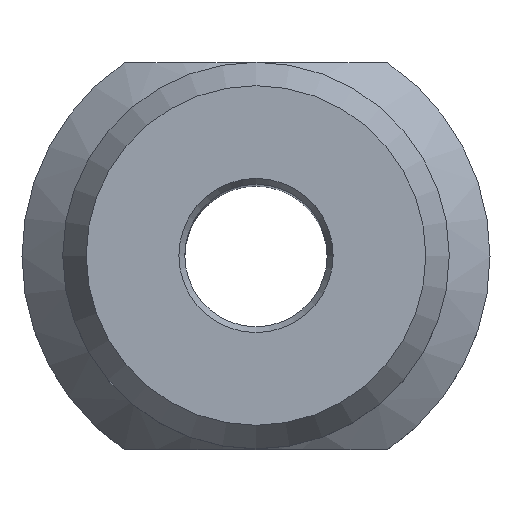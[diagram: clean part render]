
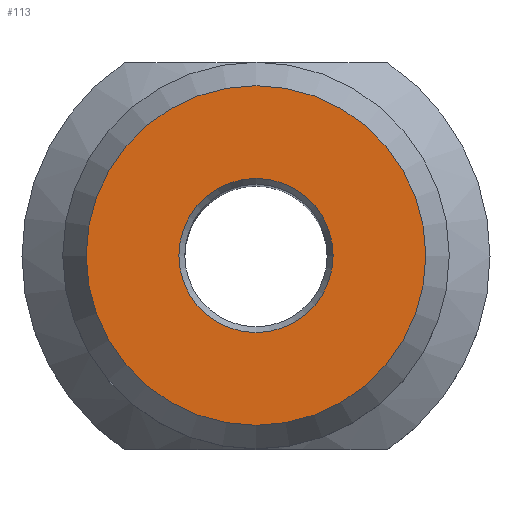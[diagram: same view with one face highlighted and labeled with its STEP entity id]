
A CAD part, top view. The second image highlights one B-rep face of the part: STEP entity #113.
In plain terms, the highlighted planar face has unit normal (0, 0, 1).
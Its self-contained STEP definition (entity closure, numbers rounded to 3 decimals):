
#67=FACE_BOUND('',#160,.T.);
#68=FACE_BOUND('',#161,.T.);
#113=ADVANCED_FACE('',(#67,#68),#139,.F.);
#139=PLANE('',#461);
#160=EDGE_LOOP('',(#259));
#161=EDGE_LOOP('',(#260));
#214=CIRCLE('',#459,8.345);
#215=CIRCLE('',#460,3.789);
#259=ORIENTED_EDGE('',*,*,#382,.F.);
#260=ORIENTED_EDGE('',*,*,#383,.T.);
#341=VERTEX_POINT('',#703);
#342=VERTEX_POINT('',#705);
#382=EDGE_CURVE('',#341,#341,#214,.T.);
#383=EDGE_CURVE('',#342,#342,#215,.T.);
#459=AXIS2_PLACEMENT_3D('',#702,#550,#551);
#460=AXIS2_PLACEMENT_3D('',#704,#552,#553);
#461=AXIS2_PLACEMENT_3D('',#706,#554,#555);
#550=DIRECTION('',(0.,0.,-1.));
#551=DIRECTION('',(0.,-1.,0.));
#552=DIRECTION('',(0.,0.,-1.));
#553=DIRECTION('',(0.,-1.,0.));
#554=DIRECTION('',(0.,0.,-1.));
#555=DIRECTION('',(0.,-1.,0.));
#702=CARTESIAN_POINT('',(0.,0.,26.));
#703=CARTESIAN_POINT('',(0.,-8.345,26.));
#704=CARTESIAN_POINT('',(0.,0.,26.));
#705=CARTESIAN_POINT('',(0.,-3.789,26.));
#706=CARTESIAN_POINT('',(0.,-3.789,26.));
